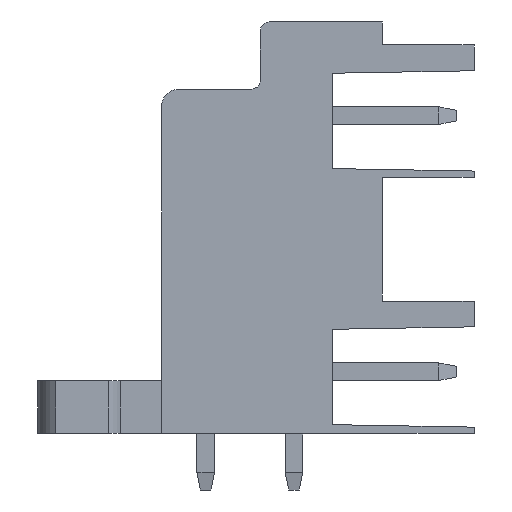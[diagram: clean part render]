
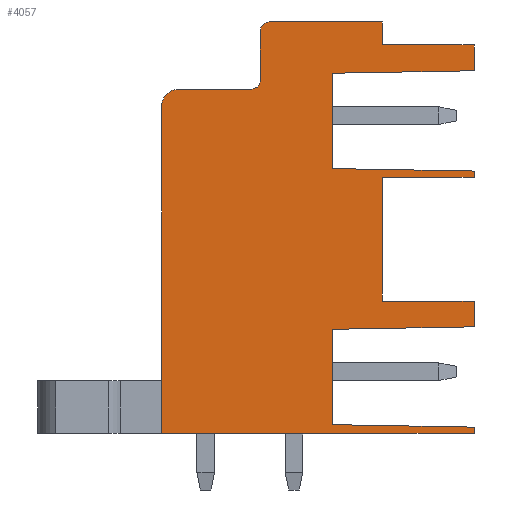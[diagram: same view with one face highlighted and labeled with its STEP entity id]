
A CAD part, left-side view. The second image highlights one B-rep face of the part: STEP entity #4057.
In plain terms, the highlighted planar face has unit normal (-1, 0, 0).
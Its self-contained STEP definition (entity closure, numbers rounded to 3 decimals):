
#1960=AXIS2_PLACEMENT_3D('Circle Axis2P3D',#1958,#1959,$) ;
#2022=AXIS2_PLACEMENT_3D('Circle Axis2P3D',#2020,#2021,$) ;
#2084=AXIS2_PLACEMENT_3D('Circle Axis2P3D',#2082,#2083,$) ;
#4030=AXIS2_PLACEMENT_3D('Plane Axis2P3D',#4027,#4028,#4029) ;
#49=CARTESIAN_POINT('Vertex',(0.,0.,3.56)) ;
#52=CARTESIAN_POINT('Line Origine',(0.,0.,3.38)) ;
#56=CARTESIAN_POINT('Vertex',(0.,0.,3.2)) ;
#87=CARTESIAN_POINT('Vertex',(0.,8.,3.7)) ;
#90=CARTESIAN_POINT('Line Origine',(0.,4.,3.63)) ;
#118=CARTESIAN_POINT('Vertex',(0.,8.,9.1)) ;
#121=CARTESIAN_POINT('Line Origine',(0.,8.,6.4)) ;
#863=CARTESIAN_POINT('Vertex',(0.,0.,9.24)) ;
#866=CARTESIAN_POINT('Line Origine',(0.,4.,9.17)) ;
#889=CARTESIAN_POINT('Vertex',(0.,0.,10.7)) ;
#892=CARTESIAN_POINT('Line Origine',(0.,0.,9.97)) ;
#920=CARTESIAN_POINT('Vertex',(0.,5.2,10.7)) ;
#923=CARTESIAN_POINT('Line Origine',(0.,2.6,10.7)) ;
#951=CARTESIAN_POINT('Vertex',(0.,5.2,17.7)) ;
#954=CARTESIAN_POINT('Line Origine',(0.,5.2,14.2)) ;
#982=CARTESIAN_POINT('Vertex',(0.,0.,17.7)) ;
#985=CARTESIAN_POINT('Line Origine',(0.,2.6,17.7)) ;
#1008=CARTESIAN_POINT('Vertex',(0.,0.,18.06)) ;
#1011=CARTESIAN_POINT('Line Origine',(0.,0.,17.88)) ;
#1039=CARTESIAN_POINT('Vertex',(0.,8.,18.2)) ;
#1042=CARTESIAN_POINT('Line Origine',(0.,4.,18.13)) ;
#1065=CARTESIAN_POINT('Vertex',(0.,8.,23.6)) ;
#1068=CARTESIAN_POINT('Line Origine',(0.,8.,20.9)) ;
#1810=CARTESIAN_POINT('Vertex',(0.,0.,23.74)) ;
#1813=CARTESIAN_POINT('Line Origine',(0.,4.,23.67)) ;
#1836=CARTESIAN_POINT('Vertex',(0.,0.,25.2)) ;
#1839=CARTESIAN_POINT('Line Origine',(0.,0.,24.47)) ;
#1867=CARTESIAN_POINT('Vertex',(0.,5.2,25.2)) ;
#1870=CARTESIAN_POINT('Line Origine',(0.,2.6,25.2)) ;
#1893=CARTESIAN_POINT('Vertex',(0.,5.2,26.5)) ;
#1896=CARTESIAN_POINT('Line Origine',(0.,5.2,25.85)) ;
#1924=CARTESIAN_POINT('Vertex',(0.,11.6,26.5)) ;
#1927=CARTESIAN_POINT('Line Origine',(0.,8.4,26.5)) ;
#1955=CARTESIAN_POINT('Vertex',(0.,12.1,26.)) ;
#1958=CARTESIAN_POINT('Axis2P3D Location',(0.,11.6,26.)) ;
#1986=CARTESIAN_POINT('Vertex',(0.,12.1,23.2)) ;
#1989=CARTESIAN_POINT('Line Origine',(0.,12.1,24.6)) ;
#2017=CARTESIAN_POINT('Vertex',(0.,12.6,22.7)) ;
#2020=CARTESIAN_POINT('Axis2P3D Location',(0.,12.6,23.2)) ;
#2048=CARTESIAN_POINT('Vertex',(0.,16.7,22.7)) ;
#2051=CARTESIAN_POINT('Line Origine',(0.,14.65,22.7)) ;
#2079=CARTESIAN_POINT('Vertex',(0.,17.7,21.7)) ;
#2082=CARTESIAN_POINT('Axis2P3D Location',(0.,16.7,21.7)) ;
#2189=CARTESIAN_POINT('Vertex',(0.,17.7,3.2)) ;
#2192=CARTESIAN_POINT('Line Origine',(0.,17.7,12.45)) ;
#2263=CARTESIAN_POINT('Line Origine',(0.,8.85,3.2)) ;
#4027=CARTESIAN_POINT('Axis2P3D Location',(0.,0.,0.)) ;
#53=DIRECTION('Vector Direction',(0.,0.,-1.)) ;
#91=DIRECTION('Vector Direction',(0.,-1.,-0.017)) ;
#122=DIRECTION('Vector Direction',(0.,0.,-1.)) ;
#867=DIRECTION('Vector Direction',(0.,1.,-0.017)) ;
#893=DIRECTION('Vector Direction',(0.,0.,-1.)) ;
#924=DIRECTION('Vector Direction',(0.,-1.,0.)) ;
#955=DIRECTION('Vector Direction',(0.,0.,-1.)) ;
#986=DIRECTION('Vector Direction',(0.,1.,0.)) ;
#1012=DIRECTION('Vector Direction',(0.,0.,-1.)) ;
#1043=DIRECTION('Vector Direction',(0.,-1.,-0.017)) ;
#1069=DIRECTION('Vector Direction',(0.,0.,-1.)) ;
#1814=DIRECTION('Vector Direction',(0.,1.,-0.017)) ;
#1840=DIRECTION('Vector Direction',(0.,0.,-1.)) ;
#1871=DIRECTION('Vector Direction',(0.,-1.,0.)) ;
#1897=DIRECTION('Vector Direction',(0.,0.,-1.)) ;
#1928=DIRECTION('Vector Direction',(0.,-1.,0.)) ;
#1959=DIRECTION('Axis2P3D Direction',(-1.,0.,0.)) ;
#1990=DIRECTION('Vector Direction',(0.,0.,1.)) ;
#2021=DIRECTION('Axis2P3D Direction',(-1.,0.,0.)) ;
#2052=DIRECTION('Vector Direction',(0.,-1.,0.)) ;
#2083=DIRECTION('Axis2P3D Direction',(-1.,0.,0.)) ;
#2193=DIRECTION('Vector Direction',(0.,0.,1.)) ;
#2264=DIRECTION('Vector Direction',(0.,1.,0.)) ;
#4028=DIRECTION('Axis2P3D Direction',(-1.,0.,0.)) ;
#4029=DIRECTION('Axis2P3D XDirection',(0.,-1.,0.)) ;
#54=VECTOR('Line Direction',#53,1.) ;
#92=VECTOR('Line Direction',#91,1.) ;
#123=VECTOR('Line Direction',#122,1.) ;
#868=VECTOR('Line Direction',#867,1.) ;
#894=VECTOR('Line Direction',#893,1.) ;
#925=VECTOR('Line Direction',#924,1.) ;
#956=VECTOR('Line Direction',#955,1.) ;
#987=VECTOR('Line Direction',#986,1.) ;
#1013=VECTOR('Line Direction',#1012,1.) ;
#1044=VECTOR('Line Direction',#1043,1.) ;
#1070=VECTOR('Line Direction',#1069,1.) ;
#1815=VECTOR('Line Direction',#1814,1.) ;
#1841=VECTOR('Line Direction',#1840,1.) ;
#1872=VECTOR('Line Direction',#1871,1.) ;
#1898=VECTOR('Line Direction',#1897,1.) ;
#1929=VECTOR('Line Direction',#1928,1.) ;
#1991=VECTOR('Line Direction',#1990,1.) ;
#2053=VECTOR('Line Direction',#2052,1.) ;
#2194=VECTOR('Line Direction',#2193,1.) ;
#2265=VECTOR('Line Direction',#2264,1.) ;
#4033=ORIENTED_EDGE('',*,*,#58,.T.) ;
#4034=ORIENTED_EDGE('',*,*,#94,.T.) ;
#4035=ORIENTED_EDGE('',*,*,#125,.T.) ;
#4036=ORIENTED_EDGE('',*,*,#870,.T.) ;
#4037=ORIENTED_EDGE('',*,*,#896,.T.) ;
#4038=ORIENTED_EDGE('',*,*,#927,.T.) ;
#4039=ORIENTED_EDGE('',*,*,#958,.T.) ;
#4040=ORIENTED_EDGE('',*,*,#989,.T.) ;
#4041=ORIENTED_EDGE('',*,*,#1015,.T.) ;
#4042=ORIENTED_EDGE('',*,*,#1046,.T.) ;
#4043=ORIENTED_EDGE('',*,*,#1072,.T.) ;
#4044=ORIENTED_EDGE('',*,*,#1817,.T.) ;
#4045=ORIENTED_EDGE('',*,*,#1843,.T.) ;
#4046=ORIENTED_EDGE('',*,*,#1874,.T.) ;
#4047=ORIENTED_EDGE('',*,*,#1900,.T.) ;
#4048=ORIENTED_EDGE('',*,*,#1931,.T.) ;
#4049=ORIENTED_EDGE('',*,*,#1962,.T.) ;
#4050=ORIENTED_EDGE('',*,*,#1993,.T.) ;
#4051=ORIENTED_EDGE('',*,*,#2024,.T.) ;
#4052=ORIENTED_EDGE('',*,*,#2055,.T.) ;
#4053=ORIENTED_EDGE('',*,*,#2086,.T.) ;
#4054=ORIENTED_EDGE('',*,*,#2196,.T.) ;
#4055=ORIENTED_EDGE('',*,*,#2267,.T.) ;
#4057=ADVANCED_FACE('Housing',(#4056),#4031,.T.) ;
#1961=CIRCLE('generated circle',#1960,0.5) ;
#2023=CIRCLE('generated circle',#2022,0.5) ;
#2085=CIRCLE('generated circle',#2084,1.) ;
#58=EDGE_CURVE('',#57,#50,#55,.F.) ;
#94=EDGE_CURVE('',#50,#88,#93,.F.) ;
#125=EDGE_CURVE('',#88,#119,#124,.F.) ;
#870=EDGE_CURVE('',#119,#864,#869,.F.) ;
#896=EDGE_CURVE('',#864,#890,#895,.F.) ;
#927=EDGE_CURVE('',#890,#921,#926,.F.) ;
#958=EDGE_CURVE('',#921,#952,#957,.F.) ;
#989=EDGE_CURVE('',#952,#983,#988,.F.) ;
#1015=EDGE_CURVE('',#983,#1009,#1014,.F.) ;
#1046=EDGE_CURVE('',#1009,#1040,#1045,.F.) ;
#1072=EDGE_CURVE('',#1040,#1066,#1071,.F.) ;
#1817=EDGE_CURVE('',#1066,#1811,#1816,.F.) ;
#1843=EDGE_CURVE('',#1811,#1837,#1842,.F.) ;
#1874=EDGE_CURVE('',#1837,#1868,#1873,.F.) ;
#1900=EDGE_CURVE('',#1868,#1894,#1899,.F.) ;
#1931=EDGE_CURVE('',#1894,#1925,#1930,.F.) ;
#1962=EDGE_CURVE('',#1925,#1956,#1961,.T.) ;
#1993=EDGE_CURVE('',#1956,#1987,#1992,.F.) ;
#2024=EDGE_CURVE('',#1987,#2018,#2023,.F.) ;
#2055=EDGE_CURVE('',#2018,#2049,#2054,.F.) ;
#2086=EDGE_CURVE('',#2049,#2080,#2085,.T.) ;
#2196=EDGE_CURVE('',#2080,#2190,#2195,.F.) ;
#2267=EDGE_CURVE('',#2190,#57,#2266,.F.) ;
#4032=EDGE_LOOP('',(#4033,#4034,#4035,#4036,#4037,#4038,#4039,#4040,#4041,#4042,#4043,#4044,#4045,#4046,#4047,#4048,#4049,#4050,#4051,#4052,#4053,#4054,#4055)) ;
#4056=FACE_OUTER_BOUND('',#4032,.T.) ;
#55=LINE('Line',#52,#54) ;
#93=LINE('Line',#90,#92) ;
#124=LINE('Line',#121,#123) ;
#869=LINE('Line',#866,#868) ;
#895=LINE('Line',#892,#894) ;
#926=LINE('Line',#923,#925) ;
#957=LINE('Line',#954,#956) ;
#988=LINE('Line',#985,#987) ;
#1014=LINE('Line',#1011,#1013) ;
#1045=LINE('Line',#1042,#1044) ;
#1071=LINE('Line',#1068,#1070) ;
#1816=LINE('Line',#1813,#1815) ;
#1842=LINE('Line',#1839,#1841) ;
#1873=LINE('Line',#1870,#1872) ;
#1899=LINE('Line',#1896,#1898) ;
#1930=LINE('Line',#1927,#1929) ;
#1992=LINE('Line',#1989,#1991) ;
#2054=LINE('Line',#2051,#2053) ;
#2195=LINE('Line',#2192,#2194) ;
#2266=LINE('Line',#2263,#2265) ;
#4031=PLANE('',#4030) ;
#50=VERTEX_POINT('',#49) ;
#57=VERTEX_POINT('',#56) ;
#88=VERTEX_POINT('',#87) ;
#119=VERTEX_POINT('',#118) ;
#864=VERTEX_POINT('',#863) ;
#890=VERTEX_POINT('',#889) ;
#921=VERTEX_POINT('',#920) ;
#952=VERTEX_POINT('',#951) ;
#983=VERTEX_POINT('',#982) ;
#1009=VERTEX_POINT('',#1008) ;
#1040=VERTEX_POINT('',#1039) ;
#1066=VERTEX_POINT('',#1065) ;
#1811=VERTEX_POINT('',#1810) ;
#1837=VERTEX_POINT('',#1836) ;
#1868=VERTEX_POINT('',#1867) ;
#1894=VERTEX_POINT('',#1893) ;
#1925=VERTEX_POINT('',#1924) ;
#1956=VERTEX_POINT('',#1955) ;
#1987=VERTEX_POINT('',#1986) ;
#2018=VERTEX_POINT('',#2017) ;
#2049=VERTEX_POINT('',#2048) ;
#2080=VERTEX_POINT('',#2079) ;
#2190=VERTEX_POINT('',#2189) ;
